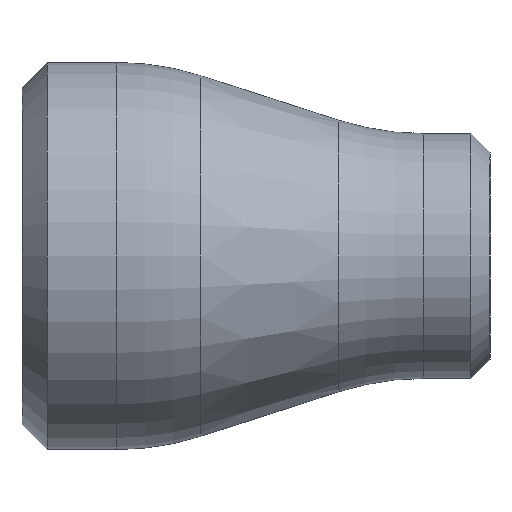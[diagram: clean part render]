
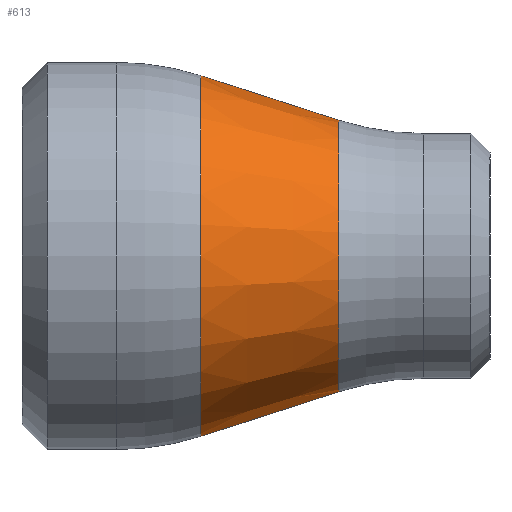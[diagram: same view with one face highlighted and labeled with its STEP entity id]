
A CAD part, front view. The second image highlights one B-rep face of the part: STEP entity #613.
In plain terms, the highlighted conical face has half-angle 17.896 degrees and reference radius 14.802 mm.
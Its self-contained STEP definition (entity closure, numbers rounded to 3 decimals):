
#19 = VERTEX_POINT ( 'NONE', #589 ) ;
#25 = CARTESIAN_POINT ( 'NONE',  ( 34.505, 0., 14.802 ) ) ;
#29 = DIRECTION ( 'NONE',  ( 0., 0., 1. ) ) ;
#73 = CARTESIAN_POINT ( 'NONE',  ( 34.505, 0., -14.802 ) ) ;
#81 = LINE ( 'NONE', #73, #324 ) ;
#122 = CARTESIAN_POINT ( 'NONE',  ( 19.495, 0., -19.648 ) ) ;
#131 = AXIS2_PLACEMENT_3D ( 'NONE', #146, #738, #29 ) ;
#146 = CARTESIAN_POINT ( 'NONE',  ( 34.505, 0., 0. ) ) ;
#148 = CARTESIAN_POINT ( 'NONE',  ( 34.505, 0., -14.802 ) ) ;
#167 = EDGE_CURVE ( 'NONE', #350, #19, #245, .T. ) ;
#198 = DIRECTION ( 'NONE',  ( -1., 0., 0. ) ) ;
#245 = LINE ( 'NONE', #462, #705 ) ;
#260 = DIRECTION ( 'NONE',  ( -1., 0., 0. ) ) ;
#303 = EDGE_LOOP ( 'NONE', ( #693, #515, #503, #638 ) ) ;
#309 = CARTESIAN_POINT ( 'NONE',  ( 19.495, 0., 0. ) ) ;
#324 = VECTOR ( 'NONE', #349, 1000. ) ;
#333 = EDGE_CURVE ( 'NONE', #605, #490, #81, .T. ) ;
#349 = DIRECTION ( 'NONE',  ( -0.952, 0., -0.307 ) ) ;
#350 = VERTEX_POINT ( 'NONE', #25 ) ;
#356 = CIRCLE ( 'NONE', #131, 14.802 ) ;
#371 = AXIS2_PLACEMENT_3D ( 'NONE', #309, #198, #596 ) ;
#372 = EDGE_CURVE ( 'NONE', #490, #19, #551, .T. ) ;
#378 = FACE_OUTER_BOUND ( 'NONE', #303, .T. ) ;
#424 = DIRECTION ( 'NONE',  ( 0., 0., 1. ) ) ;
#462 = CARTESIAN_POINT ( 'NONE',  ( 34.505, 0., 14.802 ) ) ;
#490 = VERTEX_POINT ( 'NONE', #122 ) ;
#496 = AXIS2_PLACEMENT_3D ( 'NONE', #549, #260, #424 ) ;
#503 = ORIENTED_EDGE ( 'NONE', *, *, #167, .T. ) ;
#515 = ORIENTED_EDGE ( 'NONE', *, *, #652, .T. ) ;
#549 = CARTESIAN_POINT ( 'NONE',  ( 34.505, 0., 0. ) ) ;
#551 = CIRCLE ( 'NONE', #371, 19.648 ) ;
#553 = CONICAL_SURFACE ( 'NONE', #496, 14.802, 0.312 ) ;
#589 = CARTESIAN_POINT ( 'NONE',  ( 19.495, 0., 19.648 ) ) ;
#596 = DIRECTION ( 'NONE',  ( 0., 0., 1. ) ) ;
#605 = VERTEX_POINT ( 'NONE', #148 ) ;
#613 = ADVANCED_FACE ( 'NONE', ( #378 ), #553, .T. ) ;
#638 = ORIENTED_EDGE ( 'NONE', *, *, #372, .F. ) ;
#652 = EDGE_CURVE ( 'NONE', #605, #350, #356, .T. ) ;
#693 = ORIENTED_EDGE ( 'NONE', *, *, #333, .F. ) ;
#705 = VECTOR ( 'NONE', #715, 1000. ) ;
#715 = DIRECTION ( 'NONE',  ( -0.952, 0., 0.307 ) ) ;
#738 = DIRECTION ( 'NONE',  ( -1., 0., 0. ) ) ;
